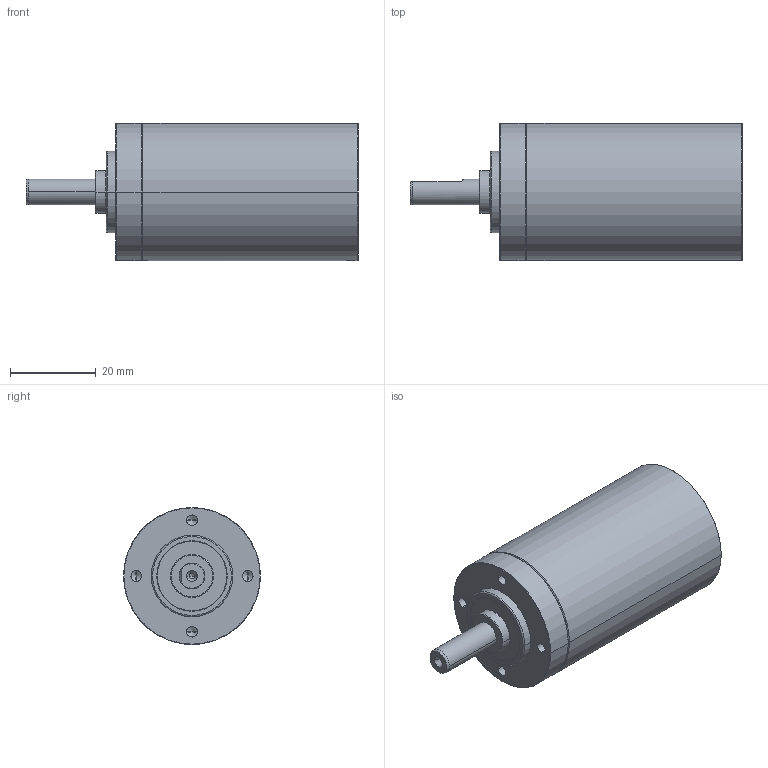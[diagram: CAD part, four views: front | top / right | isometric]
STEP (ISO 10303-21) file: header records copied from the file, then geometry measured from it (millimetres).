
FILE_DESCRIPTION((''),'2;1');
FILE_NAME('2974755','2016-10-07T',('mmagpetk'),(''),'CREO PARAMETRIC BY PTC INC, 2016050','CREO PARAMETRIC BY PTC INC, 2016050','');
FILE_SCHEMA(('CONFIG_CONTROL_DESIGN'));
Length unit declared in the file: millimetre
Products named in the file (1): 2974755
Bounding box: 77.5 x 32 x 32 mm (x, y, z)
Volume: 41802.1 mm3; surface area: 8884.3 mm2
Topology: 1 solids, 1 shells, 82 faces, 184 edges, 107 vertices
Faces by surface type: cone 33, cylinder 27, plane 14, extrusion 6, torus 2
Entity records: 2389 total; most frequent: CARTESIAN_POINT 483, DIRECTION 391, ORIENTED_EDGE 348, EDGE_CURVE 174, AXIS2_PLACEMENT_3D 155, VERTEX_POINT 107, EDGE_LOOP 97, FACE_OUTER_BOUND 82
